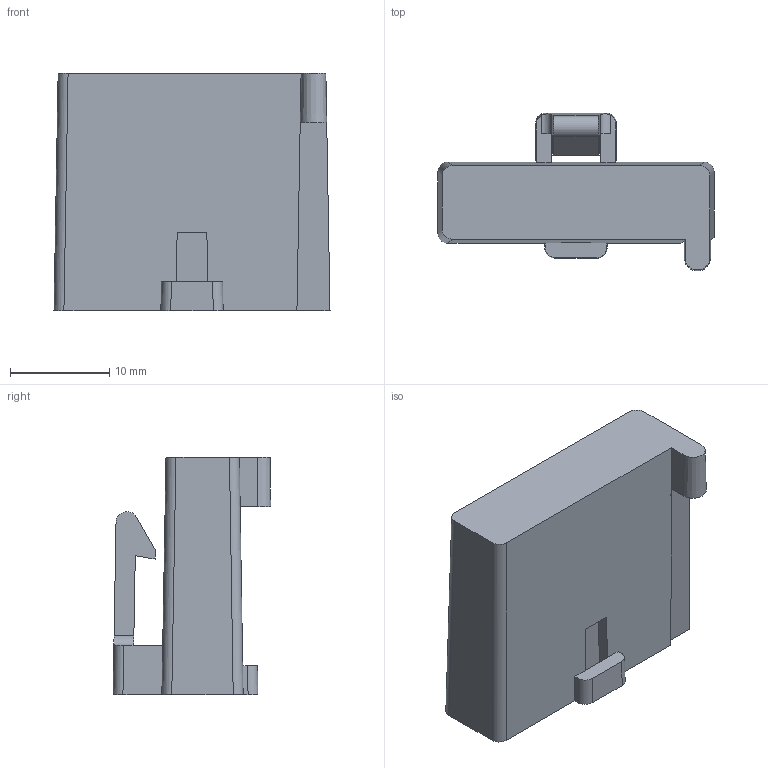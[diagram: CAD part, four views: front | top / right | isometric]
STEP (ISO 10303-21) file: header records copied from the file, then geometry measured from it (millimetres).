
FILE_DESCRIPTION(/* description */ (''),/* implementation_level */ '2;1');
FILE_NAME(/* name */ '12041429-ENV10_05-CONN.stp',/* time_stamp */ '2024-01-12T14:39:25+08:00',/* author */ (''),/* organization */ (''),/* preprocessor_version */ 'ST-DEVELOPER v16',/* originating_system */ 'SIEMENS PLM Software NX 11.0',/* authorisation */ '');
FILE_SCHEMA (('AUTOMOTIVE_DESIGN { 1 0 10303 214 3 1 1 1 }'));
Length unit declared in the file: millimetre
Products named in the file (1): 12041429-ENV10_05-CONN
Bounding box: 27.84 x 15.93 x 24 mm (x, y, z)
Volume: 5401 mm3; surface area: 2558.2 mm2
Topology: 1 solids, 1 shells, 44 faces, 128 edges, 84 vertices
Faces by surface type: plane 33, cylinder 10, cone 1
Entity records: 1482 total; most frequent: CARTESIAN_POINT 269, ORIENTED_EDGE 256, DIRECTION 238, EDGE_CURVE 128, LINE 104, VECTOR 104, VERTEX_POINT 84, AXIS2_PLACEMENT_3D 67
